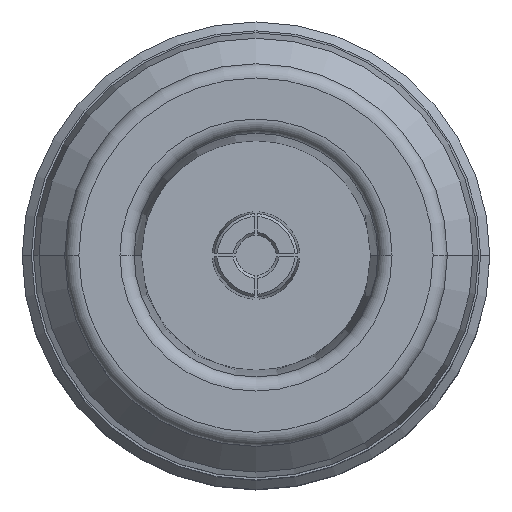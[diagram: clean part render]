
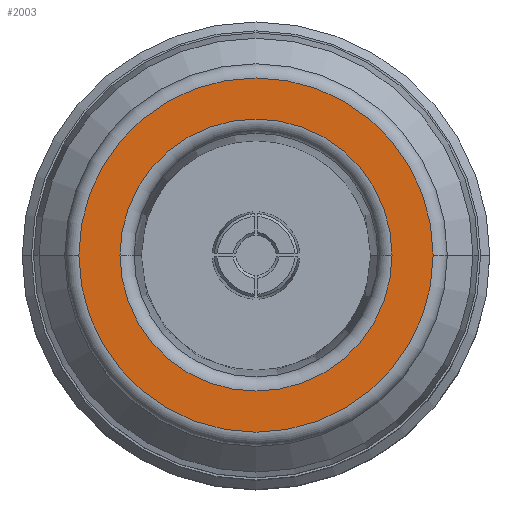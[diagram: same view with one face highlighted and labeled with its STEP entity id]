
A CAD part, top view. The second image highlights one B-rep face of the part: STEP entity #2003.
In plain terms, the highlighted planar face has unit normal (0, 0, 1).
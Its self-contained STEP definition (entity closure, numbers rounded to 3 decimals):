
#9 = DIRECTION ( 'NONE',  ( 1., 0., 0. ) ) ;
#74 = VERTEX_POINT ( 'NONE', #1520 ) ;
#260 = AXIS2_PLACEMENT_3D ( 'NONE', #389, #2548, #700 ) ;
#292 = CARTESIAN_POINT ( 'NONE',  ( 6.25, 0., 0. ) ) ;
#309 = CARTESIAN_POINT ( 'NONE',  ( 0., 0., 0. ) ) ;
#344 = ORIENTED_EDGE ( 'NONE', *, *, #2942, .F. ) ;
#389 = CARTESIAN_POINT ( 'NONE',  ( 0., 0., 0. ) ) ;
#613 = DIRECTION ( 'NONE',  ( 1., 0., 0. ) ) ;
#617 = CIRCLE ( 'NONE', #1050, 4.8 ) ;
#667 = CARTESIAN_POINT ( 'NONE',  ( 0., 0., 0. ) ) ;
#700 = DIRECTION ( 'NONE',  ( 1., 0., 0. ) ) ;
#727 = ORIENTED_EDGE ( 'NONE', *, *, #2635, .T. ) ;
#890 = ORIENTED_EDGE ( 'NONE', *, *, #2258, .T. ) ;
#1050 = AXIS2_PLACEMENT_3D ( 'NONE', #3166, #3479, #1603 ) ;
#1062 = AXIS2_PLACEMENT_3D ( 'NONE', #309, #2471, #613 ) ;
#1073 = EDGE_LOOP ( 'NONE', ( #344, #2369 ) ) ;
#1520 = CARTESIAN_POINT ( 'NONE',  ( -6.25, 0., 0. ) ) ;
#1570 = CIRCLE ( 'NONE', #260, 6.25 ) ;
#1603 = DIRECTION ( 'NONE',  ( 1., 0., 0. ) ) ;
#1633 = AXIS2_PLACEMENT_3D ( 'NONE', #667, #3430, #2774 ) ;
#1643 = EDGE_CURVE ( 'NONE', #3867, #2047, #617, .T. ) ;
#1837 = DIRECTION ( 'NONE',  ( 0., 0., 1. ) ) ;
#1863 = PLANE ( 'NONE',  #1633 ) ;
#2003 = ADVANCED_FACE ( 'NONE', ( #3710, #3802 ), #1863, .F. ) ;
#2047 = VERTEX_POINT ( 'NONE', #2462 ) ;
#2115 = CIRCLE ( 'NONE', #1062, 6.25 ) ;
#2258 = EDGE_CURVE ( 'NONE', #74, #2939, #1570, .T. ) ;
#2369 = ORIENTED_EDGE ( 'NONE', *, *, #1643, .F. ) ;
#2462 = CARTESIAN_POINT ( 'NONE',  ( 4.8, 0., 0. ) ) ;
#2471 = DIRECTION ( 'NONE',  ( 0., 0., 1. ) ) ;
#2548 = DIRECTION ( 'NONE',  ( 0., 0., 1. ) ) ;
#2563 = AXIS2_PLACEMENT_3D ( 'NONE', #3693, #1837, #9 ) ;
#2635 = EDGE_CURVE ( 'NONE', #2939, #74, #2115, .T. ) ;
#2693 = CARTESIAN_POINT ( 'NONE',  ( -4.8, 0., 0. ) ) ;
#2774 = DIRECTION ( 'NONE',  ( -1., 0., 0. ) ) ;
#2939 = VERTEX_POINT ( 'NONE', #292 ) ;
#2942 = EDGE_CURVE ( 'NONE', #2047, #3867, #3613, .T. ) ;
#3166 = CARTESIAN_POINT ( 'NONE',  ( 0., 0., 0. ) ) ;
#3239 = EDGE_LOOP ( 'NONE', ( #727, #890 ) ) ;
#3430 = DIRECTION ( 'NONE',  ( 0., 0., -1. ) ) ;
#3479 = DIRECTION ( 'NONE',  ( 0., 0., 1. ) ) ;
#3613 = CIRCLE ( 'NONE', #2563, 4.8 ) ;
#3693 = CARTESIAN_POINT ( 'NONE',  ( 0., 0., 0. ) ) ;
#3710 = FACE_OUTER_BOUND ( 'NONE', #3239, .T. ) ;
#3802 = FACE_BOUND ( 'NONE', #1073, .T. ) ;
#3867 = VERTEX_POINT ( 'NONE', #2693 ) ;
